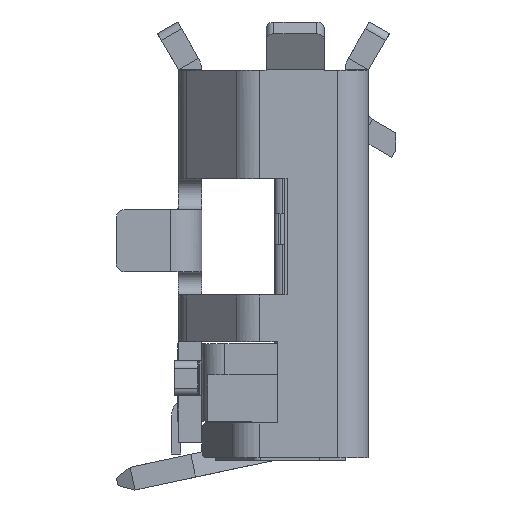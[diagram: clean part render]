
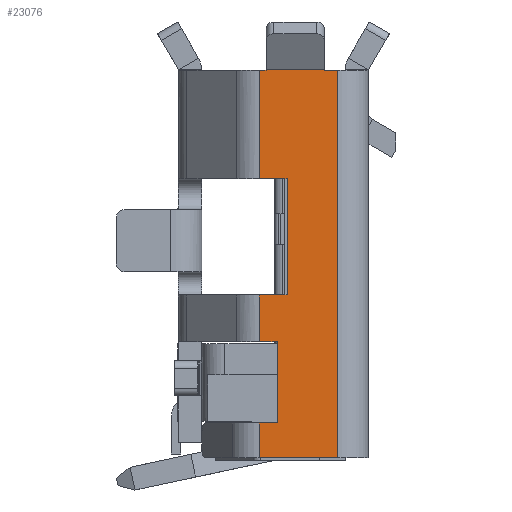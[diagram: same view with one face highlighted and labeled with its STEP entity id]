
A CAD part, left-side view. The second image highlights one B-rep face of the part: STEP entity #23076.
In plain terms, the highlighted free-form (B-spline) face has degree [1, 1] with [2, 2] control points.
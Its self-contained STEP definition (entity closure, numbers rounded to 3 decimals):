
#23076 = ADVANCED_FACE('',(#23077),#23207,.T.);
#23077 = FACE_BOUND('',#23078,.T.);
#23078 = EDGE_LOOP('',(#23079,#23089,#23097,#23105,#23113,#23121,#23129,
    #23137,#23145,#23153,#23161,#23169,#23177,#23185,#23193,#23201));
#23079 = ORIENTED_EDGE('',*,*,#23080,.T.);
#23080 = EDGE_CURVE('',#23081,#23083,#23085,.T.);
#23081 = VERTEX_POINT('',#23082);
#23082 = CARTESIAN_POINT('',(-3.75,1.11,-1.02));
#23083 = VERTEX_POINT('',#23084);
#23084 = CARTESIAN_POINT('',(-3.75,1.11,-1.47));
#23085 = LINE('',#23086,#23087);
#23086 = CARTESIAN_POINT('',(-3.75,1.11,-1.02));
#23087 = VECTOR('',#23088,1.);
#23088 = DIRECTION('',(0.,0.,-1.));
#23089 = ORIENTED_EDGE('',*,*,#23090,.T.);
#23090 = EDGE_CURVE('',#23083,#23091,#23093,.T.);
#23091 = VERTEX_POINT('',#23092);
#23092 = CARTESIAN_POINT('',(-3.75,0.1,-1.47));
#23093 = LINE('',#23094,#23095);
#23094 = CARTESIAN_POINT('',(-3.75,1.11,-1.47));
#23095 = VECTOR('',#23096,1.);
#23096 = DIRECTION('',(0.,-1.,0.));
#23097 = ORIENTED_EDGE('',*,*,#23098,.T.);
#23098 = EDGE_CURVE('',#23091,#23099,#23101,.T.);
#23099 = VERTEX_POINT('',#23100);
#23100 = CARTESIAN_POINT('',(-3.75,0.1,3.53));
#23101 = LINE('',#23102,#23103);
#23102 = CARTESIAN_POINT('',(-3.75,0.1,-1.47));
#23103 = VECTOR('',#23104,1.);
#23104 = DIRECTION('',(0.,0.,1.));
#23105 = ORIENTED_EDGE('',*,*,#23106,.T.);
#23106 = EDGE_CURVE('',#23099,#23107,#23109,.T.);
#23107 = VERTEX_POINT('',#23108);
#23108 = CARTESIAN_POINT('',(-3.75,0.27,3.53));
#23109 = LINE('',#23110,#23111);
#23110 = CARTESIAN_POINT('',(-3.75,0.1,3.53));
#23111 = VECTOR('',#23112,1.);
#23112 = DIRECTION('',(0.,1.,0.));
#23113 = ORIENTED_EDGE('',*,*,#23114,.T.);
#23114 = EDGE_CURVE('',#23107,#23115,#23117,.T.);
#23115 = VERTEX_POINT('',#23116);
#23116 = CARTESIAN_POINT('',(-3.75,0.27,3.532));
#23117 = LINE('',#23118,#23119);
#23118 = CARTESIAN_POINT('',(-3.75,0.27,3.53));
#23119 = VECTOR('',#23120,1.);
#23120 = DIRECTION('',(0.,0.,1.));
#23121 = ORIENTED_EDGE('',*,*,#23122,.T.);
#23122 = EDGE_CURVE('',#23115,#23123,#23125,.T.);
#23123 = VERTEX_POINT('',#23124);
#23124 = CARTESIAN_POINT('',(-3.75,1.02,3.532));
#23125 = LINE('',#23126,#23127);
#23126 = CARTESIAN_POINT('',(-3.75,0.27,3.532));
#23127 = VECTOR('',#23128,1.);
#23128 = DIRECTION('',(0.,1.,0.));
#23129 = ORIENTED_EDGE('',*,*,#23130,.T.);
#23130 = EDGE_CURVE('',#23123,#23131,#23133,.T.);
#23131 = VERTEX_POINT('',#23132);
#23132 = CARTESIAN_POINT('',(-3.75,1.02,3.53));
#23133 = LINE('',#23134,#23135);
#23134 = CARTESIAN_POINT('',(-3.75,1.02,3.532));
#23135 = VECTOR('',#23136,1.);
#23136 = DIRECTION('',(0.,0.,-1.));
#23137 = ORIENTED_EDGE('',*,*,#23138,.T.);
#23138 = EDGE_CURVE('',#23131,#23139,#23141,.T.);
#23139 = VERTEX_POINT('',#23140);
#23140 = CARTESIAN_POINT('',(-3.75,1.106,3.53));
#23141 = LINE('',#23142,#23143);
#23142 = CARTESIAN_POINT('',(-3.75,1.02,3.53));
#23143 = VECTOR('',#23144,1.);
#23144 = DIRECTION('',(0.,1.,0.));
#23145 = ORIENTED_EDGE('',*,*,#23146,.T.);
#23146 = EDGE_CURVE('',#23139,#23147,#23149,.T.);
#23147 = VERTEX_POINT('',#23148);
#23148 = CARTESIAN_POINT('',(-3.75,1.106,2.13));
#23149 = LINE('',#23150,#23151);
#23150 = CARTESIAN_POINT('',(-3.75,1.106,3.53));
#23151 = VECTOR('',#23152,1.);
#23152 = DIRECTION('',(0.,0.,-1.));
#23153 = ORIENTED_EDGE('',*,*,#23154,.T.);
#23154 = EDGE_CURVE('',#23147,#23155,#23157,.T.);
#23155 = VERTEX_POINT('',#23156);
#23156 = CARTESIAN_POINT('',(-3.75,0.75,2.13));
#23157 = LINE('',#23158,#23159);
#23158 = CARTESIAN_POINT('',(-3.75,1.106,2.13));
#23159 = VECTOR('',#23160,1.);
#23160 = DIRECTION('',(0.,-1.,0.));
#23161 = ORIENTED_EDGE('',*,*,#23162,.T.);
#23162 = EDGE_CURVE('',#23155,#23163,#23165,.T.);
#23163 = VERTEX_POINT('',#23164);
#23164 = CARTESIAN_POINT('',(-3.75,0.75,0.63));
#23165 = LINE('',#23166,#23167);
#23166 = CARTESIAN_POINT('',(-3.75,0.75,2.13));
#23167 = VECTOR('',#23168,1.);
#23168 = DIRECTION('',(0.,0.,-1.));
#23169 = ORIENTED_EDGE('',*,*,#23170,.T.);
#23170 = EDGE_CURVE('',#23163,#23171,#23173,.T.);
#23171 = VERTEX_POINT('',#23172);
#23172 = CARTESIAN_POINT('',(-3.75,1.106,0.63));
#23173 = LINE('',#23174,#23175);
#23174 = CARTESIAN_POINT('',(-3.75,0.75,0.63));
#23175 = VECTOR('',#23176,1.);
#23176 = DIRECTION('',(0.,1.,0.));
#23177 = ORIENTED_EDGE('',*,*,#23178,.T.);
#23178 = EDGE_CURVE('',#23171,#23179,#23181,.T.);
#23179 = VERTEX_POINT('',#23180);
#23180 = CARTESIAN_POINT('',(-3.75,1.106,0.03));
#23181 = LINE('',#23182,#23183);
#23182 = CARTESIAN_POINT('',(-3.75,1.106,0.63));
#23183 = VECTOR('',#23184,1.);
#23184 = DIRECTION('',(0.,0.,-1.));
#23185 = ORIENTED_EDGE('',*,*,#23186,.T.);
#23186 = EDGE_CURVE('',#23179,#23187,#23189,.T.);
#23187 = VERTEX_POINT('',#23188);
#23188 = CARTESIAN_POINT('',(-3.75,0.875,0.03));
#23189 = LINE('',#23190,#23191);
#23190 = CARTESIAN_POINT('',(-3.75,1.106,0.03));
#23191 = VECTOR('',#23192,1.);
#23192 = DIRECTION('',(0.,-1.,0.));
#23193 = ORIENTED_EDGE('',*,*,#23194,.T.);
#23194 = EDGE_CURVE('',#23187,#23195,#23197,.T.);
#23195 = VERTEX_POINT('',#23196);
#23196 = CARTESIAN_POINT('',(-3.75,0.875,-1.02));
#23197 = LINE('',#23198,#23199);
#23198 = CARTESIAN_POINT('',(-3.75,0.875,0.03));
#23199 = VECTOR('',#23200,1.);
#23200 = DIRECTION('',(0.,0.,-1.));
#23201 = ORIENTED_EDGE('',*,*,#23202,.T.);
#23202 = EDGE_CURVE('',#23195,#23081,#23203,.T.);
#23203 = LINE('',#23204,#23205);
#23204 = CARTESIAN_POINT('',(-3.75,0.875,-1.02));
#23205 = VECTOR('',#23206,1.);
#23206 = DIRECTION('',(0.,1.,0.));
#23207 = B_SPLINE_SURFACE_WITH_KNOTS('',1,1,(
    (#23208,#23209)
    ,(#23210,#23211
    )),.UNSPECIFIED.,.F.,.F.,.F.,(2,2),(2,2),(0.38,1.43),(
    -0.102,5.1),.PIECEWISE_BEZIER_KNOTS.);
#23208 = CARTESIAN_POINT('',(-3.75,0.08,3.632));
#23209 = CARTESIAN_POINT('',(-3.75,0.08,-1.57));
#23210 = CARTESIAN_POINT('',(-3.75,1.13,3.632));
#23211 = CARTESIAN_POINT('',(-3.75,1.13,-1.57));
